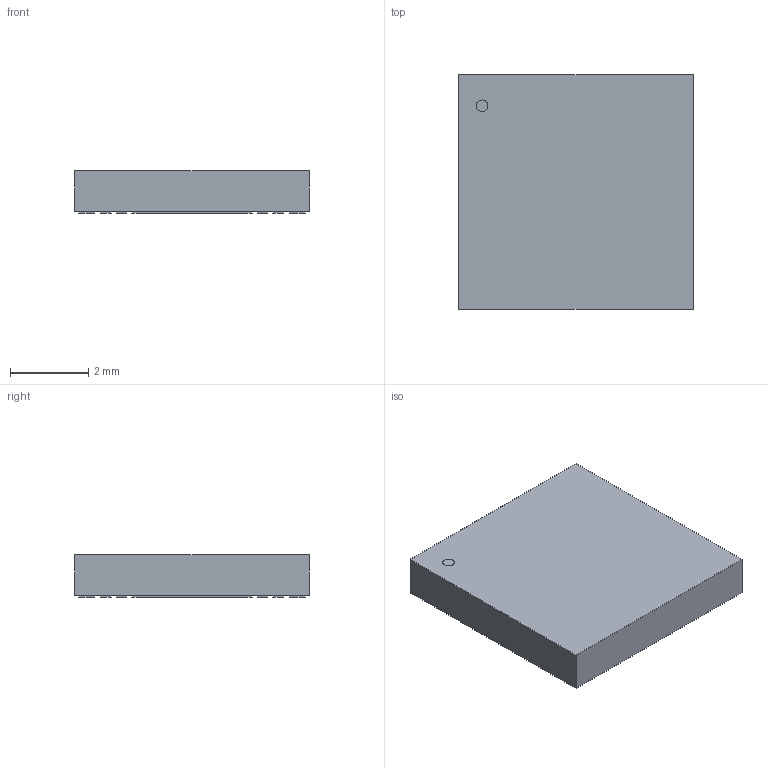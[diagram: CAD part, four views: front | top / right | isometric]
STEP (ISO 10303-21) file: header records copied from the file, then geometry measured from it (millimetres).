
FILE_DESCRIPTION(('STEP AP214'),'1');
FILE_NAME('QFN_32A-D-GM3_SKY','2023-09-30T05:41:07',(''),(''),'','','');
FILE_SCHEMA(('AUTOMOTIVE_DESIGN'));
Length unit declared in the file: millimetre
Products named in the file (1): product
Bounding box: 5.99 x 5.99 x 1.09 mm (x, y, z)
Volume: 38 mm3; surface area: 124.2 mm2
Topology: 51 solids, 51 shells, 303 faces, 603 edges, 402 vertices
Faces by surface type: plane 302, cylinder 1
Full cylindrical faces by diameter (mm): 0.3 x1
Entity records: 7429 total; most frequent: DIRECTION 1214, ORIENTED_EDGE 1204, CARTESIAN_POINT 709, EDGE_CURVE 602, LINE 600, VECTOR 600, VERTEX_POINT 402, AXIS2_PLACEMENT_3D 307
